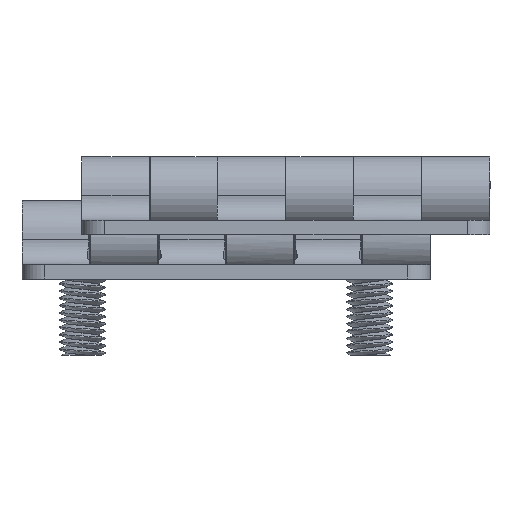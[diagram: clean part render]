
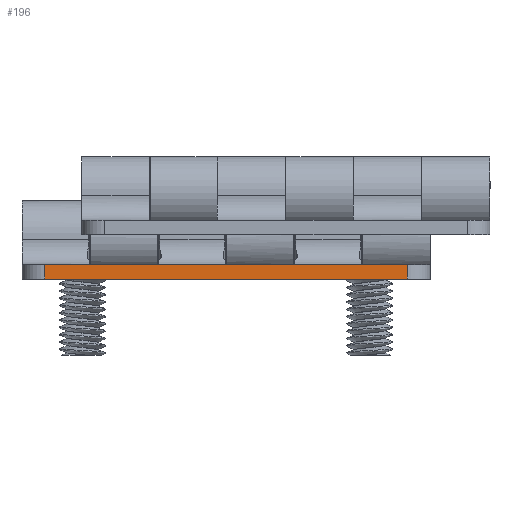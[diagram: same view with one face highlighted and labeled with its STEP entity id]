
A CAD part, left-side view. The second image highlights one B-rep face of the part: STEP entity #196.
In plain terms, the highlighted planar face has unit normal (-1, 0, 0).
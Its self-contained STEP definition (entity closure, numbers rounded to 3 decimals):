
#196=ADVANCED_FACE('',(#604),#6743,.T.);
#604=FACE_OUTER_BOUND('',#1018,.T.);
#1018=EDGE_LOOP('',(#2006,#2007,#2008,#2009));
#2006=ORIENTED_EDGE('',*,*,#3822,.F.);
#2007=ORIENTED_EDGE('',*,*,#3832,.F.);
#2008=ORIENTED_EDGE('',*,*,#3829,.T.);
#2009=ORIENTED_EDGE('',*,*,#3830,.F.);
#3822=EDGE_CURVE('',#6253,#6252,#5593,.T.);
#3829=EDGE_CURVE('',#6256,#6255,#5600,.T.);
#3830=EDGE_CURVE('',#6252,#6255,#5601,.T.);
#3832=EDGE_CURVE('',#6256,#6253,#5603,.T.);
#5593=B_SPLINE_CURVE_WITH_KNOTS('',1,(#10631,#10632),.UNSPECIFIED.,.F.,
 .F.,(2,2),(3.,51.),.UNSPECIFIED.);
#5600=B_SPLINE_CURVE_WITH_KNOTS('',1,(#10645,#10646),.UNSPECIFIED.,.F.,
 .F.,(2,2),(3.,51.),.UNSPECIFIED.);
#5601=B_SPLINE_CURVE_WITH_KNOTS('',1,(#10647,#10648),.UNSPECIFIED.,.F.,
 .F.,(2,2),(0.,1.9),.UNSPECIFIED.);
#5603=B_SPLINE_CURVE_WITH_KNOTS('',1,(#10651,#10652),.UNSPECIFIED.,.F.,
 .F.,(2,2),(0.,1.9),.UNSPECIFIED.);
#6252=VERTEX_POINT('',#10254);
#6253=VERTEX_POINT('',#10255);
#6255=VERTEX_POINT('',#10257);
#6256=VERTEX_POINT('',#10258);
#6743=PLANE('',#7370);
#7370=AXIS2_PLACEMENT_3D('',#10019,#8139,$);
#8139=DIRECTION('',(-1.,0.,0.));
#10019=CARTESIAN_POINT('',(-10.88,29.199,2.928));
#10254=CARTESIAN_POINT('',(-10.88,20.787,3.13));
#10255=CARTESIAN_POINT('',(-10.88,-27.213,3.13));
#10257=CARTESIAN_POINT('',(-10.88,20.787,5.03));
#10258=CARTESIAN_POINT('',(-10.88,-27.213,5.03));
#10631=CARTESIAN_POINT('',(-10.88,-27.213,3.13));
#10632=CARTESIAN_POINT('',(-10.88,20.787,3.13));
#10645=CARTESIAN_POINT('',(-10.88,-27.213,5.03));
#10646=CARTESIAN_POINT('',(-10.88,20.787,5.03));
#10647=CARTESIAN_POINT('',(-10.88,20.787,3.13));
#10648=CARTESIAN_POINT('',(-10.88,20.787,5.03));
#10651=CARTESIAN_POINT('',(-10.88,-27.213,5.03));
#10652=CARTESIAN_POINT('',(-10.88,-27.213,3.13));
